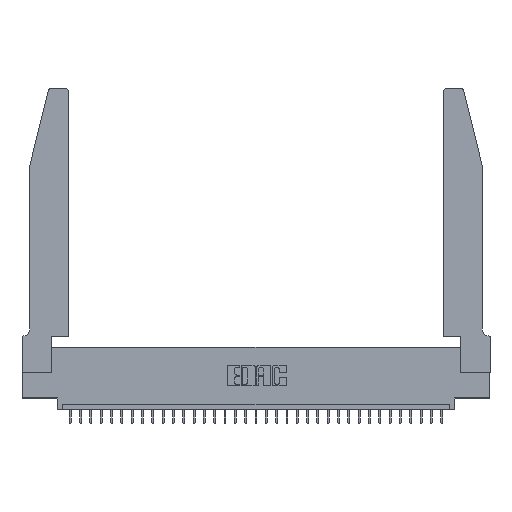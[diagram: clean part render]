
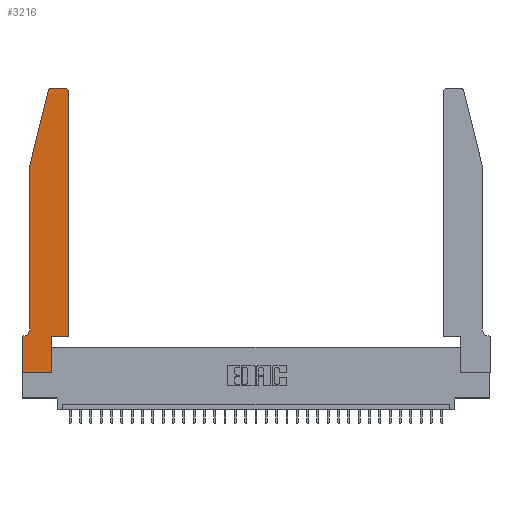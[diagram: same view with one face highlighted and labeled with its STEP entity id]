
A CAD part, top view. The second image highlights one B-rep face of the part: STEP entity #3216.
In plain terms, the highlighted planar face has unit normal (0, 0, 1).
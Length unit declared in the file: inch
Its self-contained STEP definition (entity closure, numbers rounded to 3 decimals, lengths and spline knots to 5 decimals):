
#940 = VERTEX_POINT ( 'NONE', #4642 ) ;
#989 = VERTEX_POINT ( 'NONE', #25836 ) ;
#1097 = EDGE_CURVE ( 'NONE', #13148, #19883, #5901, .T. ) ;
#1125 = VERTEX_POINT ( 'NONE', #31271 ) ;
#2168 = CARTESIAN_POINT ( 'NONE',  ( 0., 0.35, 0.37 ) ) ;
#2434 = ORIENTED_EDGE ( 'NONE', *, *, #21314, .T. ) ;
#2473 = DIRECTION ( 'NONE',  ( -1., 0., 0. ) ) ;
#2958 = VECTOR ( 'NONE', #27164, 39.37008 ) ;
#3123 = ORIENTED_EDGE ( 'NONE', *, *, #23478, .T. ) ;
#3216 = ADVANCED_FACE ( 'NONE', ( #23960 ), #8516, .T. ) ;
#3303 = CARTESIAN_POINT ( 'NONE',  ( 0.4205, 2.72, 0.37 ) ) ;
#4280 = CARTESIAN_POINT ( 'NONE',  ( 0., 0., 0.37 ) ) ;
#4402 = CARTESIAN_POINT ( 'NONE',  ( 0.4505, 0.35, 0.37 ) ) ;
#4432 = CARTESIAN_POINT ( 'NONE',  ( 0.2865, 0.35, 0.37 ) ) ;
#4642 = CARTESIAN_POINT ( 'NONE',  ( 0.0755, 0.42, 0.37 ) ) ;
#5203 = CARTESIAN_POINT ( 'NONE',  ( 0.0755, 0.35, 0.37 ) ) ;
#5613 = EDGE_CURVE ( 'NONE', #24497, #1125, #27268, .T. ) ;
#5892 = LINE ( 'NONE', #21045, #21874 ) ;
#5901 = CIRCLE ( 'NONE', #11885, 0.03 ) ;
#5919 = DIRECTION ( 'NONE',  ( 1., 0., 0. ) ) ;
#6585 = VERTEX_POINT ( 'NONE', #27975 ) ;
#6700 = CARTESIAN_POINT ( 'NONE',  ( 0.0755, 2., 0.37 ) ) ;
#7233 = VERTEX_POINT ( 'NONE', #6700 ) ;
#8182 = DIRECTION ( 'NONE',  ( 1., 0., 0. ) ) ;
#8371 = ORIENTED_EDGE ( 'NONE', *, *, #1097, .T. ) ;
#8516 = PLANE ( 'NONE',  #11813 ) ;
#8695 = ORIENTED_EDGE ( 'NONE', *, *, #32145, .T. ) ;
#8831 = DIRECTION ( 'NONE',  ( 1., 0., 0. ) ) ;
#8945 = CARTESIAN_POINT ( 'NONE',  ( 0.25487, 2.72718, 0.37 ) ) ;
#9179 = LINE ( 'NONE', #4432, #28155 ) ;
#9488 = EDGE_LOOP ( 'NONE', ( #8695, #8371, #2434, #16360, #16525, #29882, #31131, #17546, #16638, #11465, #3123, #20523 ) ) ;
#9992 = EDGE_CURVE ( 'NONE', #7233, #940, #33197, .T. ) ;
#10058 = EDGE_CURVE ( 'NONE', #31473, #22827, #17970, .T. ) ;
#10459 = CARTESIAN_POINT ( 'NONE',  ( 0.0755, 2., 0.37 ) ) ;
#10861 = DIRECTION ( 'NONE',  ( 0., 0., -1. ) ) ;
#10905 = DIRECTION ( 'NONE',  ( 1., 0., 0. ) ) ;
#11386 = DIRECTION ( 'NONE',  ( 0., 1., 0. ) ) ;
#11465 = ORIENTED_EDGE ( 'NONE', *, *, #17637, .T. ) ;
#11813 = AXIS2_PLACEMENT_3D ( 'NONE', #16671, #18901, #8831 ) ;
#11885 = AXIS2_PLACEMENT_3D ( 'NONE', #12808, #23168, #8182 ) ;
#12147 = EDGE_CURVE ( 'NONE', #1125, #6585, #9179, .T. ) ;
#12808 = CARTESIAN_POINT ( 'NONE',  ( 0.284, 2.72, 0.37 ) ) ;
#12869 = DIRECTION ( 'NONE',  ( 0., -1., 0. ) ) ;
#13040 = LINE ( 'NONE', #17978, #19884 ) ;
#13148 = VERTEX_POINT ( 'NONE', #29217 ) ;
#14396 = CARTESIAN_POINT ( 'NONE',  ( 0., 0., 0.37 ) ) ;
#14770 = DIRECTION ( 'NONE',  ( 0., 1., 0. ) ) ;
#16079 = CARTESIAN_POINT ( 'NONE',  ( 0.4505, 0.35, 0.37 ) ) ;
#16360 = ORIENTED_EDGE ( 'NONE', *, *, #9992, .T. ) ;
#16440 = EDGE_CURVE ( 'NONE', #22827, #24497, #27329, .T. ) ;
#16525 = ORIENTED_EDGE ( 'NONE', *, *, #19947, .T. ) ;
#16638 = ORIENTED_EDGE ( 'NONE', *, *, #12147, .T. ) ;
#16671 = CARTESIAN_POINT ( 'NONE',  ( 0., 0.35, 0.37 ) ) ;
#17094 = CIRCLE ( 'NONE', #24126, 0.07 ) ;
#17546 = ORIENTED_EDGE ( 'NONE', *, *, #5613, .T. ) ;
#17637 = EDGE_CURVE ( 'NONE', #6585, #22468, #29433, .T. ) ;
#17970 = LINE ( 'NONE', #5203, #19983 ) ;
#17978 = CARTESIAN_POINT ( 'NONE',  ( 0.0755, 2., 0.37 ) ) ;
#18140 = DIRECTION ( 'NONE',  ( -0.239, -0.971, 0. ) ) ;
#18901 = DIRECTION ( 'NONE',  ( 0., 0., 1. ) ) ;
#18946 = DIRECTION ( 'NONE',  ( 1., 0., 0. ) ) ;
#19883 = VERTEX_POINT ( 'NONE', #8945 ) ;
#19884 = VECTOR ( 'NONE', #18140, 39.37008 ) ;
#19947 = EDGE_CURVE ( 'NONE', #940, #31473, #17094, .T. ) ;
#19983 = VECTOR ( 'NONE', #30659, 39.37008 ) ;
#20088 = CARTESIAN_POINT ( 'NONE',  ( 0.0055, 0.35, 0.37 ) ) ;
#20248 = VECTOR ( 'NONE', #5919, 39.37008 ) ;
#20523 = ORIENTED_EDGE ( 'NONE', *, *, #23051, .T. ) ;
#21045 = CARTESIAN_POINT ( 'NONE',  ( 0.2605, 2.75, 0.37 ) ) ;
#21314 = EDGE_CURVE ( 'NONE', #19883, #7233, #13040, .T. ) ;
#21874 = VECTOR ( 'NONE', #26411, 39.37008 ) ;
#22468 = VERTEX_POINT ( 'NONE', #16079 ) ;
#22586 = CIRCLE ( 'NONE', #29054, 0.03 ) ;
#22827 = VERTEX_POINT ( 'NONE', #2168 ) ;
#23051 = EDGE_CURVE ( 'NONE', #989, #27681, #22586, .T. ) ;
#23168 = DIRECTION ( 'NONE',  ( 0., 0., 1. ) ) ;
#23478 = EDGE_CURVE ( 'NONE', #22468, #989, #24434, .T. ) ;
#23960 = FACE_OUTER_BOUND ( 'NONE', #9488, .T. ) ;
#24126 = AXIS2_PLACEMENT_3D ( 'NONE', #29155, #10861, #2473 ) ;
#24199 = VECTOR ( 'NONE', #11386, 39.37008 ) ;
#24434 = LINE ( 'NONE', #4402, #24199 ) ;
#24497 = VERTEX_POINT ( 'NONE', #30938 ) ;
#25836 = CARTESIAN_POINT ( 'NONE',  ( 0.4505, 2.72, 0.37 ) ) ;
#26411 = DIRECTION ( 'NONE',  ( -1., 0., 0. ) ) ;
#26894 = CARTESIAN_POINT ( 'NONE',  ( 0.4505, 0.35, 0.37 ) ) ;
#27164 = DIRECTION ( 'NONE',  ( 0., -1., 0. ) ) ;
#27268 = LINE ( 'NONE', #14396, #30130 ) ;
#27329 = LINE ( 'NONE', #4280, #2958 ) ;
#27681 = VERTEX_POINT ( 'NONE', #33048 ) ;
#27975 = CARTESIAN_POINT ( 'NONE',  ( 0.2865, 0.35, 0.37 ) ) ;
#28155 = VECTOR ( 'NONE', #14770, 39.37008 ) ;
#29054 = AXIS2_PLACEMENT_3D ( 'NONE', #3303, #29086, #18946 ) ;
#29086 = DIRECTION ( 'NONE',  ( 0., 0., 1. ) ) ;
#29155 = CARTESIAN_POINT ( 'NONE',  ( 0.0055, 0.42, 0.37 ) ) ;
#29217 = CARTESIAN_POINT ( 'NONE',  ( 0.284, 2.75, 0.37 ) ) ;
#29433 = LINE ( 'NONE', #26894, #20248 ) ;
#29882 = ORIENTED_EDGE ( 'NONE', *, *, #10058, .T. ) ;
#30130 = VECTOR ( 'NONE', #10905, 39.37008 ) ;
#30659 = DIRECTION ( 'NONE',  ( -1., 0., 0. ) ) ;
#30761 = VECTOR ( 'NONE', #12869, 39.37008 ) ;
#30938 = CARTESIAN_POINT ( 'NONE',  ( 0., 0., 0.37 ) ) ;
#31131 = ORIENTED_EDGE ( 'NONE', *, *, #16440, .T. ) ;
#31271 = CARTESIAN_POINT ( 'NONE',  ( 0.2865, 0., 0.37 ) ) ;
#31473 = VERTEX_POINT ( 'NONE', #20088 ) ;
#32145 = EDGE_CURVE ( 'NONE', #27681, #13148, #5892, .T. ) ;
#33048 = CARTESIAN_POINT ( 'NONE',  ( 0.4205, 2.75, 0.37 ) ) ;
#33197 = LINE ( 'NONE', #10459, #30761 ) ;
